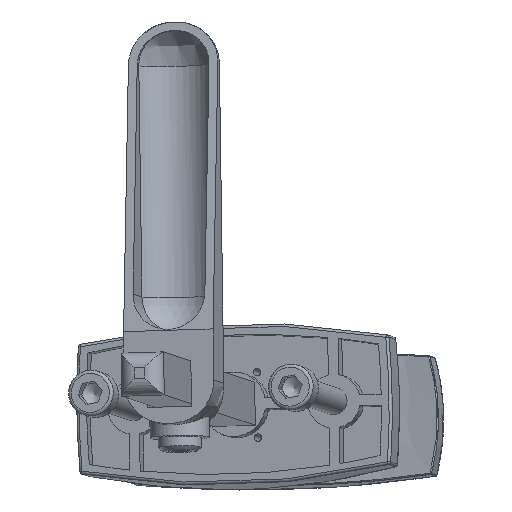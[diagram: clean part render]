
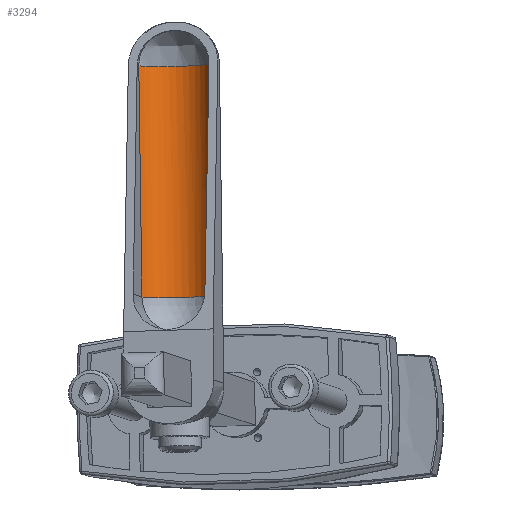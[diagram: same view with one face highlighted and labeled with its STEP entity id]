
A CAD part, isometric view. The second image highlights one B-rep face of the part: STEP entity #3294.
In plain terms, the highlighted cylindrical face has radius 7.82 mm (diameter 15.64 mm), a partial arc.
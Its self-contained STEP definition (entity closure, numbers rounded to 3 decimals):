
#326=FACE_OUTER_BOUND('',#535,.T.);
#535=EDGE_LOOP('',(#2814,#2815,#2816,#2817,#2818));
#737=CIRCLE('',#3642,7.82);
#738=CIRCLE('',#3644,7.82);
#739=CIRCLE('',#3645,7.82);
#936=LINE('',#8311,#1184);
#940=LINE('',#8319,#1188);
#1184=VECTOR('',#4413,1000.);
#1188=VECTOR('',#4419,1000.);
#1565=VERTEX_POINT('',#8294);
#1567=VERTEX_POINT('',#8299);
#1571=VERTEX_POINT('',#8308);
#1574=VERTEX_POINT('',#8317);
#1575=VERTEX_POINT('',#8652);
#2018=EDGE_CURVE('',#1571,#1567,#936,.T.);
#2022=EDGE_CURVE('',#1565,#1574,#940,.T.);
#2025=EDGE_CURVE('',#1571,#1574,#737,.T.);
#2026=EDGE_CURVE('',#1567,#1575,#738,.T.);
#2027=EDGE_CURVE('',#1575,#1565,#739,.T.);
#2814=ORIENTED_EDGE('',*,*,#2025,.F.);
#2815=ORIENTED_EDGE('',*,*,#2018,.T.);
#2816=ORIENTED_EDGE('',*,*,#2026,.T.);
#2817=ORIENTED_EDGE('',*,*,#2027,.T.);
#2818=ORIENTED_EDGE('',*,*,#2022,.T.);
#3141=CYLINDRICAL_SURFACE('',#3643,7.82);
#3294=ADVANCED_FACE('',(#326),#3141,.F.);
#3642=AXIS2_PLACEMENT_3D('',#8650,#4420,#4421);
#3643=AXIS2_PLACEMENT_3D('',#8651,#4422,#4423);
#3644=AXIS2_PLACEMENT_3D('',#8653,#4424,#4425);
#3645=AXIS2_PLACEMENT_3D('',#8654,#4426,#4427);
#4413=DIRECTION('',(-0.442,-0.461,-0.769));
#4419=DIRECTION('',(0.442,0.461,0.769));
#4420=DIRECTION('center_axis',(-0.442,-0.461,-0.769));
#4421=DIRECTION('ref_axis',(0.577,-0.803,0.15));
#4422=DIRECTION('center_axis',(-0.442,-0.461,-0.769));
#4423=DIRECTION('ref_axis',(0.577,-0.803,0.15));
#4424=DIRECTION('center_axis',(-0.442,-0.461,-0.769));
#4425=DIRECTION('ref_axis',(0.577,-0.803,0.15));
#4426=DIRECTION('center_axis',(-0.442,-0.461,-0.769));
#4427=DIRECTION('ref_axis',(0.577,-0.803,0.15));
#8294=CARTESIAN_POINT('',(-86.268,109.299,297.688));
#8299=CARTESIAN_POINT('',(-94.137,120.258,295.636));
#8308=CARTESIAN_POINT('',(-75.126,140.099,328.711));
#8311=CARTESIAN_POINT('',(-94.137,120.258,295.636));
#8317=CARTESIAN_POINT('',(-67.258,129.14,330.763));
#8319=CARTESIAN_POINT('',(-86.268,109.299,297.688));
#8650=CARTESIAN_POINT('Origin',(-73.817,133.179,332.11));
#8651=CARTESIAN_POINT('Origin',(-92.827,113.338,299.035));
#8652=CARTESIAN_POINT('',(-86.181,109.509,297.512));
#8653=CARTESIAN_POINT('Origin',(-92.827,113.338,299.035));
#8654=CARTESIAN_POINT('Origin',(-92.827,113.338,299.035));
